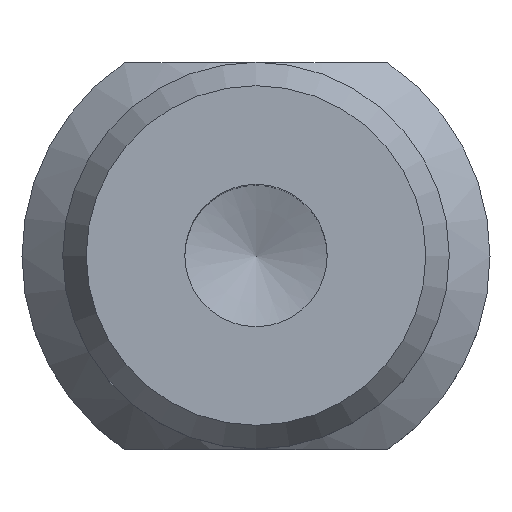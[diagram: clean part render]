
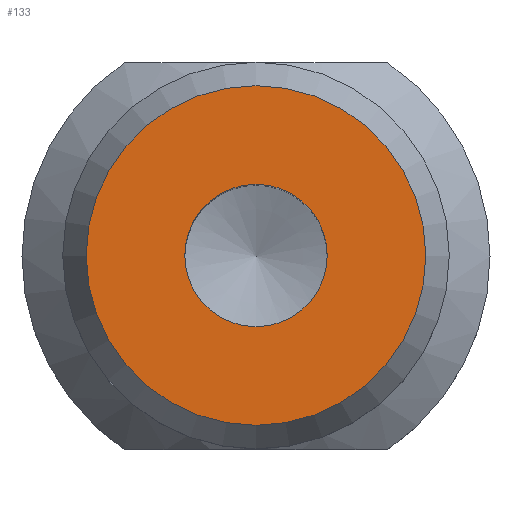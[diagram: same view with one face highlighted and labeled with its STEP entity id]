
A CAD part, top view. The second image highlights one B-rep face of the part: STEP entity #133.
In plain terms, the highlighted planar face has unit normal (0, 0, 1).
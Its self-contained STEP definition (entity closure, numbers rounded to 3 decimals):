
#75=FACE_BOUND('',#188,.T.);
#76=FACE_BOUND('',#189,.T.);
#133=ADVANCED_FACE('',(#75,#76),#166,.F.);
#166=PLANE('',#532);
#188=EDGE_LOOP('',(#305));
#189=EDGE_LOOP('',(#306));
#254=CIRCLE('',#530,8.345);
#255=CIRCLE('',#531,3.5);
#305=ORIENTED_EDGE('',*,*,#447,.F.);
#306=ORIENTED_EDGE('',*,*,#448,.T.);
#399=VERTEX_POINT('',#813);
#400=VERTEX_POINT('',#815);
#447=EDGE_CURVE('',#399,#399,#254,.T.);
#448=EDGE_CURVE('',#400,#400,#255,.T.);
#530=AXIS2_PLACEMENT_3D('',#812,#634,#635);
#531=AXIS2_PLACEMENT_3D('',#814,#636,#637);
#532=AXIS2_PLACEMENT_3D('',#816,#638,#639);
#634=DIRECTION('',(0.,0.,-1.));
#635=DIRECTION('',(0.,1.,0.));
#636=DIRECTION('',(0.,0.,-1.));
#637=DIRECTION('',(0.,1.,0.));
#638=DIRECTION('',(0.,0.,-1.));
#639=DIRECTION('',(0.,1.,0.));
#812=CARTESIAN_POINT('',(0.,0.,26.));
#813=CARTESIAN_POINT('',(0.,8.345,26.));
#814=CARTESIAN_POINT('',(0.,0.,26.));
#815=CARTESIAN_POINT('',(0.,3.5,26.));
#816=CARTESIAN_POINT('',(0.,3.5,26.));
